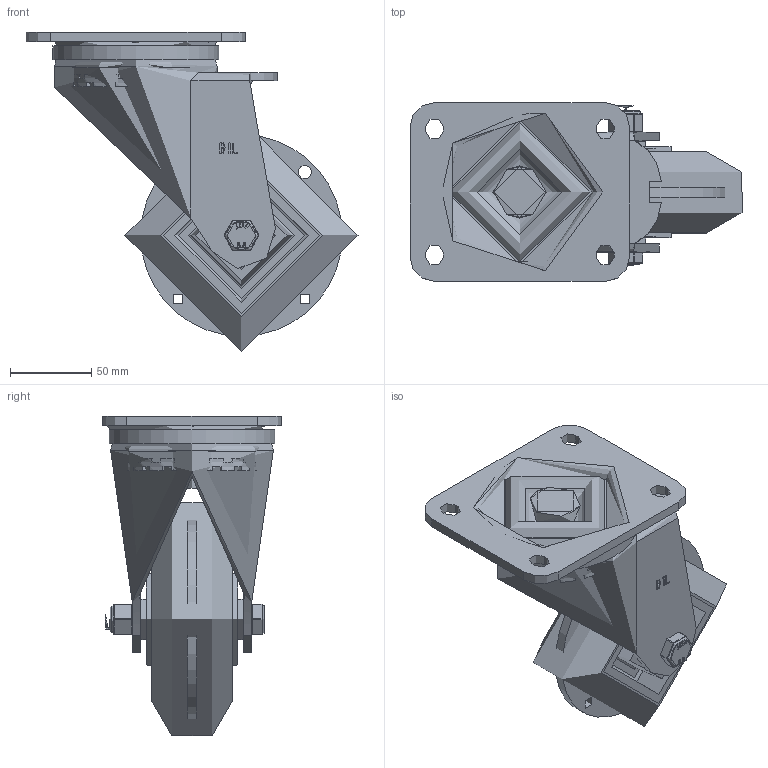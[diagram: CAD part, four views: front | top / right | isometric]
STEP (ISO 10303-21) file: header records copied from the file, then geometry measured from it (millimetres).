
FILE_DESCRIPTION(/* description */ ('','CAx-IF Rec.Pracs.---Representation and Presentation of Product Manufacturing Information (PMI)---4.0---2014-10-13'),/* implementation_level */ '2;1');
FILE_NAME(/* name */ 'BZXP150SRPTABJ.step',/* time_stamp */ '2025-02-25T15:25:22Z',/* author */ (''),/* organization */ (''),/* preprocessor_version */ 'ST-DEVELOPER v20',/* originating_system */ 'Autodesk Translation Framework v13.20.0.188',/* authorisation */ '');
FILE_SCHEMA (('AP242_MANAGED_MODEL_BASED_3D_ENGINEERING_MIM_LF { 1 0 10303 442 1 1 4 }'));
Length unit declared in the file: millimetre
Products named in the file (31): BZXP150SRPTABJ; BZXP150AS - 2 v1; ZINC PLATED, PRESSED STEEL TOP PLATE; ZINC PLATED, PRESSED STEEL TOP PLATE Geometry; NUT; ZINC PLATED, PRESSED STEEL FORKS; BEARING SEAL; BZH150WSRPTABJM20 v1; 85 SHORE A ERGONOMIC POLYURETHANE TYRE; ALUMINIUM RIM; BEARING6004; BEARING60042; BALL BEARINGS; BEARING6004 (1); BEARING60042 (1); BALL BEARINGS (1); Component1; METAL; MIDDLE; RUBBER; BEARING SPACER; TH20X4X12 v1; ZINC PLATED HEADED SPACER; TH20X4X12 v1 (1); ZINC PLATED HEADED SPACER (1); HEXBOLTM12X90Z8.8 v2; GRADE 8.8 ZINC PLATED BOLT; NYLOCM12Z14MM v1; NYLOC NUT; NUT (1); RUBBER (1)
Assembly tree (50 placements, depth 6):
  BZXP150SRPTABJ
    BZXP150AS - 2 v1
      ZINC PLATED, PRESSED STEEL TOP PLATE
        ZINC PLATED, PRESSED STEEL TOP PLATE Geometry
        NUT
      ZINC PLATED, PRESSED STEEL FORKS
      BEARING SEAL
    BZH150WSRPTABJM20 v1
      85 SHORE A ERGONOMIC POLYURETHANE TYRE
      ALUMINIUM RIM
      BEARING6004
        BEARING60042
          METAL
          MIDDLE
          BALL BEARINGS
            Component1  x9
          RUBBER
      BEARING6004 (1)
        BEARING60042 (1)
          BALL BEARINGS (1)
            Component1  x9
          METAL
          MIDDLE
          RUBBER
      BEARING SPACER
    TH20X4X12 v1
      ZINC PLATED HEADED SPACER
    TH20X4X12 v1 (1)
      ZINC PLATED HEADED SPACER (1)
    HEXBOLTM12X90Z8.8 v2
      GRADE 8.8 ZINC PLATED BOLT
    NYLOCM12Z14MM v1
      NYLOC NUT
        NUT (1)
        RUBBER (1)
Bounding box: 204.15 x 110 x 196.65 mm (x, y, z)
Volume: 971522.6 mm3; surface area: 290027.4 mm2
Topology: 41 solids, 41 shells, 1395 faces, 3559 edges, 2330 vertices
Faces by surface type: plane 591, bspline 433, cylinder 288, sphere 54, torus 24, cone 5
Full cylindrical faces by diameter (mm): 8 x34, 9.836 x16, 11.834 x16, 12 x3, 12.2 x4, 14 x2, 17.75 x1, 18 x2, 18.5 x1, 19.9 x2, 20 x2, 20.4 x1, 24 x2, 24.4 x1, 25 x10, 26 x4, 27 x8, 31 x1, 32 x1, 35 x4, 36 x4, 37 x4, 38 x11, 40 x2, 42 x4, 80 x1, 82 x2, 90 x1, 96 x4, 100 x2
Entity records: 41016 total; most frequent: CARTESIAN_POINT 18183, ORIENTED_EDGE 4840, DIRECTION 3990, EDGE_CURVE 2420, VERTEX_POINT 1579, AXIS2_PLACEMENT_3D 1394, LINE 1202, VECTOR 1202
